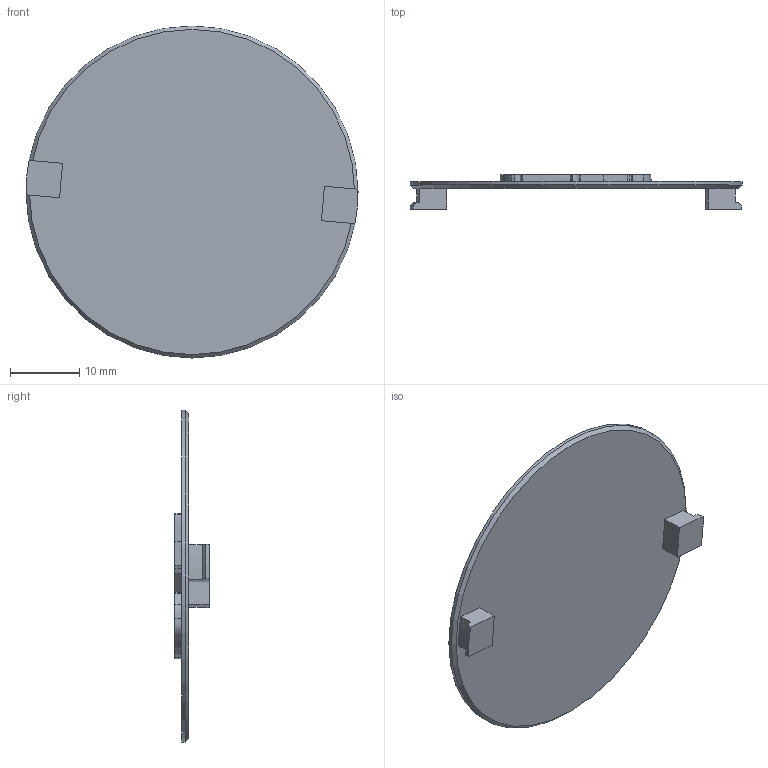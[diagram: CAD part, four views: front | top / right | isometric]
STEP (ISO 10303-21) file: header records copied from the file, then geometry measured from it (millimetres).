
FILE_DESCRIPTION(/* description */ (''),/* implementation_level */ '2;1');
FILE_NAME(/* name */ 'Emblem_Fetap32 v4.step',/* time_stamp */ '2025-04-26T15:56:03+02:00',/* author */ (''),/* organization */ (''),/* preprocessor_version */ 'ST-DEVELOPER v20.1',/* originating_system */ 'Autodesk Translation Framework v14.4.0.0',/* authorisation */ '');
FILE_SCHEMA (('AUTOMOTIVE_DESIGN { 1 0 10303 214 3 1 1 }'));
Length unit declared in the file: millimetre
Products named in the file (1): Emblem_Fetap32
Bounding box: 48 x 5 x 48 mm (x, y, z)
Volume: 2198.6 mm3; surface area: 4018.9 mm2
Topology: 1 solids, 1 shells, 98 faces, 275 edges, 183 vertices
Faces by surface type: bspline 62, plane 28, cylinder 5, cone 3
Full cylindrical faces by diameter (mm): 48 x1
Entity records: 3319 total; most frequent: CARTESIAN_POINT 1371, ORIENTED_EDGE 550, EDGE_CURVE 275, DIRECTION 234, VERTEX_POINT 183, LINE 134, VECTOR 134, EDGE_LOOP 102
